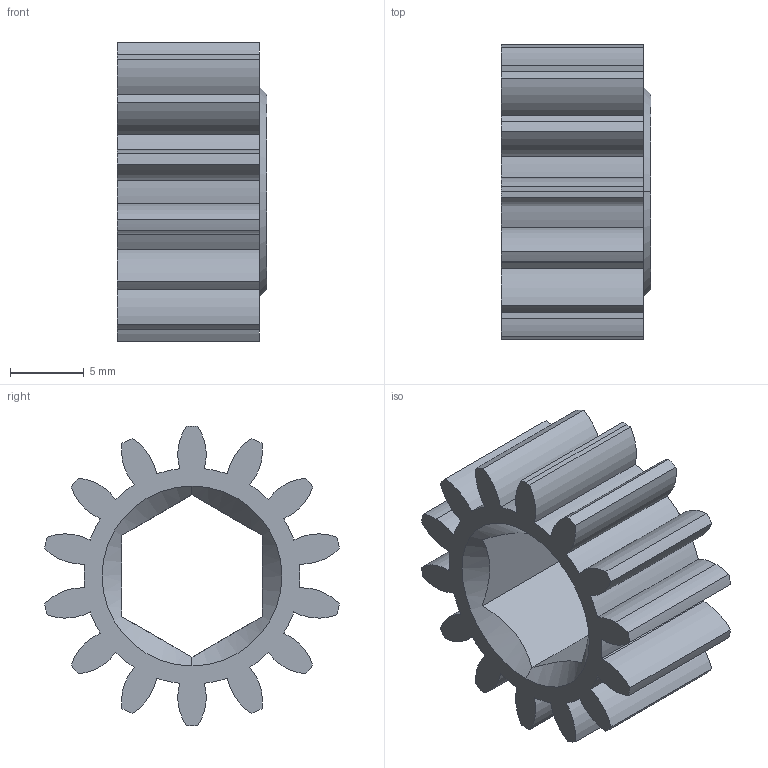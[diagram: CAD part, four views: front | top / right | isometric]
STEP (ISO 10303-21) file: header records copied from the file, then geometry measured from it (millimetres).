
FILE_DESCRIPTION (( 'STEP AP214' ), '1' );
FILE_NAME ('am-2354 14 Tooth, 375 Hex Bore, 20DP-14T.STEP', '2014-08-21T20:21:34', ( '' ), ( '' ), 'SwSTEP 2.0', 'SolidWorks 2014', '' );
FILE_SCHEMA (( 'AUTOMOTIVE_DESIGN' ));
Length unit declared in the file: inch
Products named in the file (1): am-2354 14 Tooth, 375 Hex Bore, 20DP-14T
Bounding box: 10.16 x 19.97 x 20.32 mm (x, y, z)
Volume: 1493.8 mm3; surface area: 1749.8 mm2
Topology: 1 solids, 1 shells, 76 faces, 215 edges, 142 vertices
Faces by surface type: cylinder 61, plane 9, cone 6
Entity records: 2697 total; most frequent: CARTESIAN_POINT 574, DIRECTION 487, ORIENTED_EDGE 430, EDGE_CURVE 215, AXIS2_PLACEMENT_3D 207, VERTEX_POINT 142, CIRCLE 130, EDGE_LOOP 79
